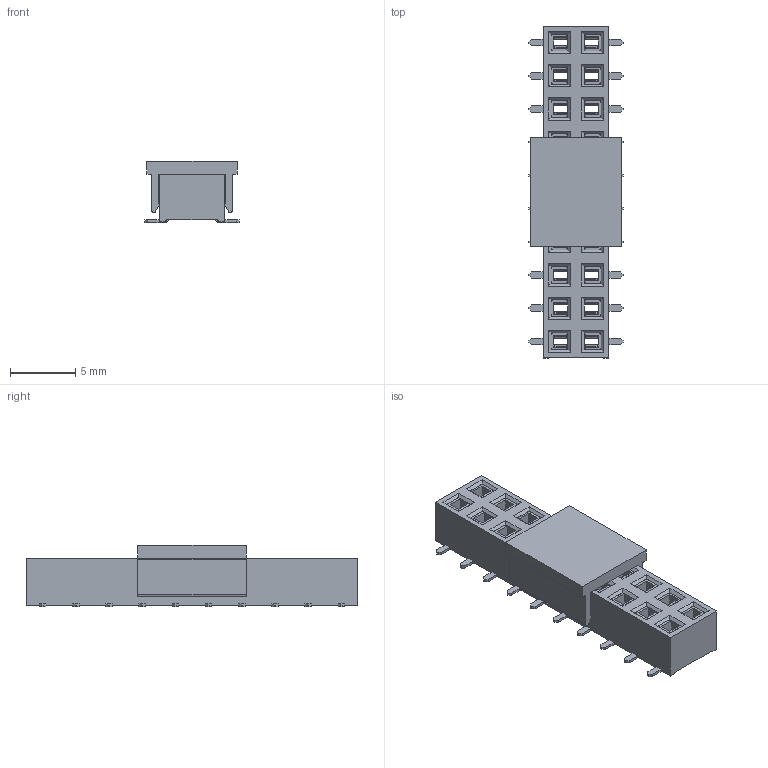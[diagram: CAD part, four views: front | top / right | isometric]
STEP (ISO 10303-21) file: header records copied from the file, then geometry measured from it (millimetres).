
FILE_DESCRIPTION(/* description */ ('Unknown'),/* implementation_level */ '2;1');
FILE_NAME(/* name */ 'J_Wurth_WR-PHD_610320243021',/* time_stamp */ '2025-04-21T13:32:20+08:00',/* author */ ('Unknown'),/* organization */ ('Unknown'),/* preprocessor_version */ 'ST-DEVELOPER v19.4',/* originating_system */ 'Solid Edge',/* authorisation */ 'Unknown');
FILE_SCHEMA (('AUTOMOTIVE_DESIGN {1 0 10303 214 3 1 1}'));
Length unit declared in the file: millimetre
Products named in the file (2): J_Wurth_WR-PHD_610320243021
Assembly tree (1 placements, depth 2):
  J_Wurth_WR-PHD_610320243021
    J_Wurth_WR-PHD_610320243021
Bounding box: 7.2 x 25.4 x 4.68 mm (x, y, z)
Volume: 453.7 mm3; surface area: 1525.9 mm2
Topology: 22 solids, 22 shells, 1712 faces, 4664 edges, 2976 vertices
Faces by surface type: plane 1222, cylinder 490
Entity records: 53606 total; most frequent: CARTESIAN_POINT 9354, ORIENTED_EDGE 9328, DIRECTION 9112, EDGE_CURVE 4664, LINE 3644, VECTOR 3644, VERTEX_POINT 2976, AXIS2_PLACEMENT_3D 2734
